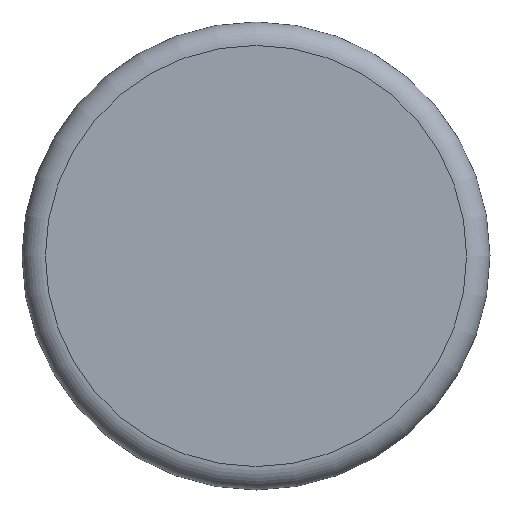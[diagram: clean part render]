
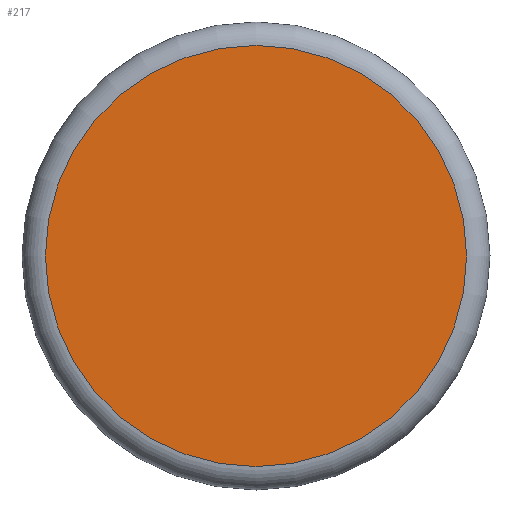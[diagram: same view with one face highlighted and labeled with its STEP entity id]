
A CAD part, left-side view. The second image highlights one B-rep face of the part: STEP entity #217.
In plain terms, the highlighted planar face has unit normal (-1, 0, 0).
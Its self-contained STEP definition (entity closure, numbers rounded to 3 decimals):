
#217 = ADVANCED_FACE( '', ( #443 ), #444, .F. );
#443 = FACE_OUTER_BOUND( '', #660, .T. );
#444 = PLANE( '', #661 );
#660 = EDGE_LOOP( '', ( #1233 ) );
#661 = AXIS2_PLACEMENT_3D( '', #1234, #1235, #1236 );
#1233 = ORIENTED_EDGE( '', *, *, #1359, .F. );
#1234 = CARTESIAN_POINT( '', ( 0., 0., 0. ) );
#1235 = DIRECTION( '', ( 1., 0., 0. ) );
#1236 = DIRECTION( '', ( 0., 0., -1. ) );
#1359 = EDGE_CURVE( '', #1663, #1663, #1664, .T. );
#1663 = VERTEX_POINT( '', #2031 );
#1664 = CIRCLE( '', #2032, 13.5 );
#2031 = CARTESIAN_POINT( '', ( 0., 0., -13.5 ) );
#2032 = AXIS2_PLACEMENT_3D( '', #2374, #2375, #2376 );
#2374 = CARTESIAN_POINT( '', ( 0., 0., 0. ) );
#2375 = DIRECTION( '', ( 1., 0., 0. ) );
#2376 = DIRECTION( '', ( 0., 0., -1. ) );
